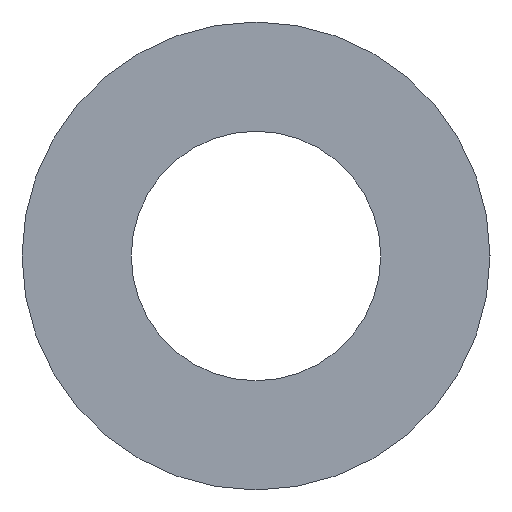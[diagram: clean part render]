
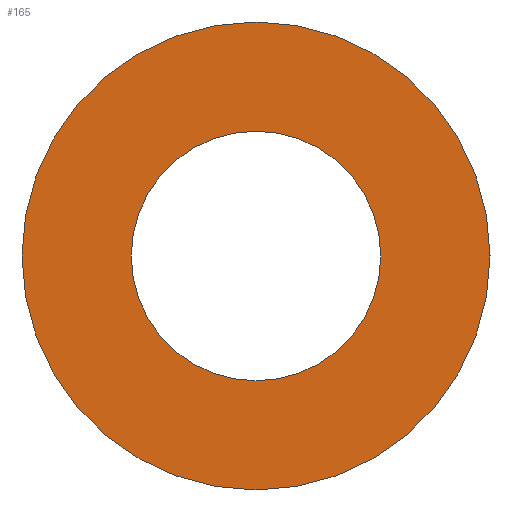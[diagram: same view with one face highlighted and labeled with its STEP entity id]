
A CAD part, left-side view. The second image highlights one B-rep face of the part: STEP entity #165.
In plain terms, the highlighted planar face has unit normal (-1, 0, 0).
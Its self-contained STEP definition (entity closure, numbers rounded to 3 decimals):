
#32=FACE_BOUND('',#51,.T.);
#38=FACE_OUTER_BOUND('',#50,.T.);
#50=EDGE_LOOP('',(#110));
#51=EDGE_LOOP('',(#111));
#68=CIRCLE('',#192,7.5);
#69=CIRCLE('',#193,4.);
#80=VERTEX_POINT('',#273);
#81=VERTEX_POINT('',#275);
#92=EDGE_CURVE('',#80,#80,#68,.T.);
#93=EDGE_CURVE('',#81,#81,#69,.T.);
#110=ORIENTED_EDGE('',*,*,#92,.F.);
#111=ORIENTED_EDGE('',*,*,#93,.T.);
#146=PLANE('',#191);
#165=ADVANCED_FACE('',(#38,#32),#146,.T.);
#191=AXIS2_PLACEMENT_3D('',#272,#217,#218);
#192=AXIS2_PLACEMENT_3D('',#274,#219,#220);
#193=AXIS2_PLACEMENT_3D('',#276,#221,#222);
#217=DIRECTION('center_axis',(-1.,0.,0.));
#218=DIRECTION('ref_axis',(0.,0.,1.));
#219=DIRECTION('center_axis',(1.,0.,0.));
#220=DIRECTION('ref_axis',(0.,0.,-1.));
#221=DIRECTION('center_axis',(1.,0.,0.));
#222=DIRECTION('ref_axis',(0.,0.,-1.));
#272=CARTESIAN_POINT('Origin',(-12.,7.5,0.));
#273=CARTESIAN_POINT('',(-12.,0.,7.5));
#274=CARTESIAN_POINT('Origin',(-12.,0.,0.));
#275=CARTESIAN_POINT('',(-12.,0.,4.));
#276=CARTESIAN_POINT('Origin',(-12.,0.,0.));
